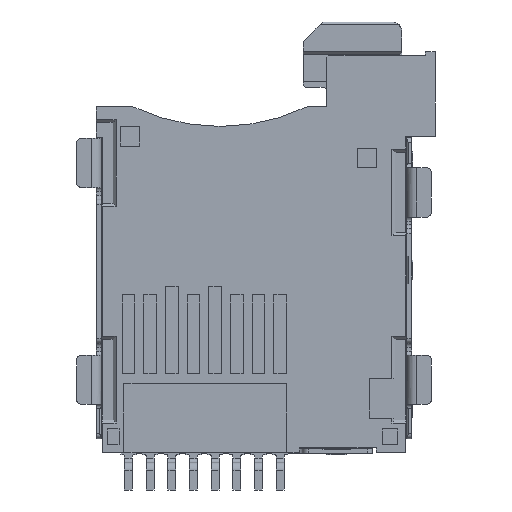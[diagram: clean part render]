
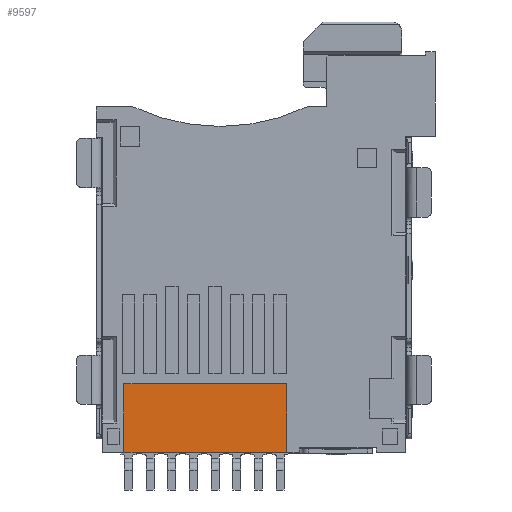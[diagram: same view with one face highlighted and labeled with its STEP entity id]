
A CAD part, front view. The second image highlights one B-rep face of the part: STEP entity #9597.
In plain terms, the highlighted planar face has unit normal (0, -1, 0).
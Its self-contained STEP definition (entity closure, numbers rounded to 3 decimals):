
#117 = VECTOR ( 'NONE', #16137, 1000. ) ;
#890 = VECTOR ( 'NONE', #15220, 1000. ) ;
#1460 = DIRECTION ( 'NONE',  ( -1., 0., 0. ) ) ;
#3622 = VERTEX_POINT ( 'NONE', #18282 ) ;
#3827 = EDGE_CURVE ( 'NONE', #3622, #6724, #5666, .T. ) ;
#4900 = VERTEX_POINT ( 'NONE', #21560 ) ;
#5123 = CARTESIAN_POINT ( 'NONE',  ( 1.65, 0.25, -14.05 ) ) ;
#5247 = DIRECTION ( 'NONE',  ( 1., 0., 0. ) ) ;
#5400 = LINE ( 'NONE', #23850, #9773 ) ;
#5666 = LINE ( 'NONE', #14258, #117 ) ;
#6420 = LINE ( 'NONE', #7765, #890 ) ;
#6724 = VERTEX_POINT ( 'NONE', #10641 ) ;
#7765 = CARTESIAN_POINT ( 'NONE',  ( 1.65, 0.25, -17.55 ) ) ;
#9366 = EDGE_CURVE ( 'NONE', #15617, #4900, #17564, .T. ) ;
#9529 = ORIENTED_EDGE ( 'NONE', *, *, #9366, .T. ) ;
#9597 = ADVANCED_FACE ( 'NONE', ( #17263 ), #21914, .F. ) ;
#9773 = VECTOR ( 'NONE', #5247, 1000. ) ;
#10352 = EDGE_CURVE ( 'NONE', #4900, #6724, #6420, .T. ) ;
#10641 = CARTESIAN_POINT ( 'NONE',  ( 1.65, 0.25, -17.55 ) ) ;
#11604 = ORIENTED_EDGE ( 'NONE', *, *, #10352, .T. ) ;
#12050 = EDGE_CURVE ( 'NONE', #15617, #3622, #5400, .T. ) ;
#12596 = DIRECTION ( 'NONE',  ( 0., 1., 0. ) ) ;
#13033 = CARTESIAN_POINT ( 'NONE',  ( -6.6, 0.25, -14.05 ) ) ;
#14258 = CARTESIAN_POINT ( 'NONE',  ( 1.65, 0.25, -14.05 ) ) ;
#15220 = DIRECTION ( 'NONE',  ( 1., 0., 0. ) ) ;
#15617 = VERTEX_POINT ( 'NONE', #13033 ) ;
#15635 = DIRECTION ( 'NONE',  ( 0., 0., -1. ) ) ;
#16137 = DIRECTION ( 'NONE',  ( 0., 0., -1. ) ) ;
#17263 = FACE_OUTER_BOUND ( 'NONE', #21418, .T. ) ;
#17267 = ORIENTED_EDGE ( 'NONE', *, *, #3827, .F. ) ;
#17564 = LINE ( 'NONE', #19305, #21943 ) ;
#17964 = ORIENTED_EDGE ( 'NONE', *, *, #12050, .F. ) ;
#18282 = CARTESIAN_POINT ( 'NONE',  ( 1.65, 0.25, -14.05 ) ) ;
#19305 = CARTESIAN_POINT ( 'NONE',  ( -6.6, 0.25, -14.05 ) ) ;
#21418 = EDGE_LOOP ( 'NONE', ( #11604, #17267, #17964, #9529 ) ) ;
#21560 = CARTESIAN_POINT ( 'NONE',  ( -6.6, 0.25, -17.55 ) ) ;
#21718 = AXIS2_PLACEMENT_3D ( 'NONE', #5123, #12596, #1460 ) ;
#21914 = PLANE ( 'NONE',  #21718 ) ;
#21943 = VECTOR ( 'NONE', #15635, 1000. ) ;
#23850 = CARTESIAN_POINT ( 'NONE',  ( 1.65, 0.25, -14.05 ) ) ;
